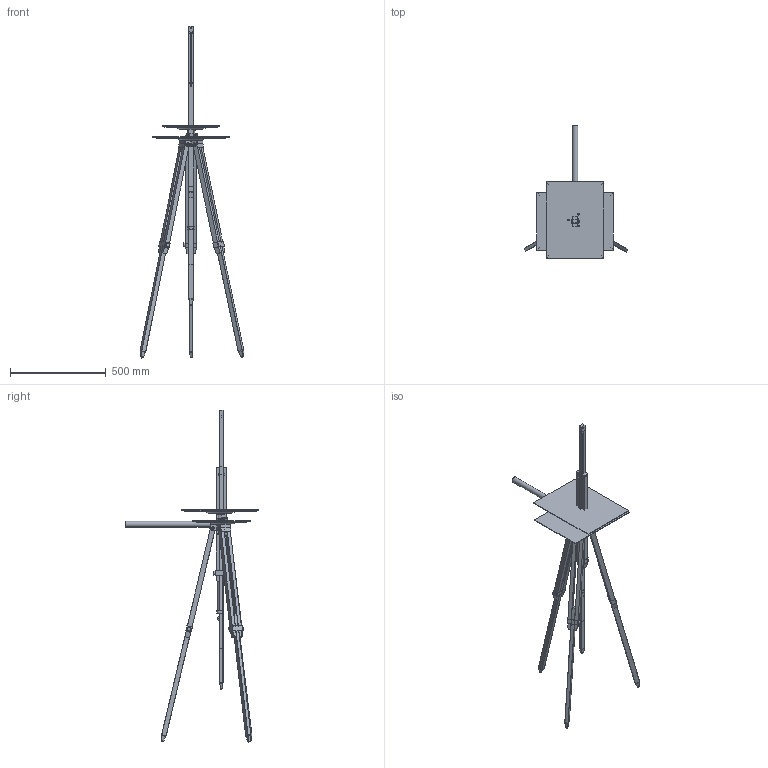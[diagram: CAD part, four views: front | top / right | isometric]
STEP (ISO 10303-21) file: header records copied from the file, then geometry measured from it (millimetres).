
FILE_DESCRIPTION( ( 'Unknown' ), '1' );
FILE_NAME( 'ASSIEME TAVOLO RETTANGOLARE.stp', 'Unknown', ( 'Unknown' ), ( 'Unknown' ), 'PSStep 14.0', 'Unknown', ' ' );
FILE_SCHEMA( ( 'AUTOMOTIVE_DESIGN { 1 0 10303 214 1 1 1 1 }' ) );
Length unit declared in the file: millimetre
Products named in the file (29): ASSIEME PIASTRA TAVOLINO; ASSIEME RAGNETTO INFERIORE; Assem1; TREPPIEDE-GAMBA COMPLETA; TREPPIEDE -GAMBA LEGNO FINALE; gamba centrale; gamba esterna destra; gamba esterna; distanziale gamba; PARTE INFERIORE IN LAMIERA; STAFFA NUOVA PER RAGNETTO INF; TUBO IN FERRO PER BASE; SPINA DI BLOCCAGGIO FEMMINA; SPINA DI BLOCCAGGIO MASCHIO; FASCETTA PER GAMBA; PERNO PER GAMBA; PUNTALE IN METALLO; GOMMINO PIEDE; PIASTRA PER TAVOLO; tubo per ragnetto superiore; TUBO IN MYLAR FRESATO; colonna; TAPPO PER GANCIO; GHIERETTA PER GANCIO; GHIERA GODRONATA; GANCIO UNCINO; VITE FEMMINA GAMBA; VITE maschio GAMBA; Piano rettangolare 400x300 sp. 18
Bounding box: 540.85 x 693.81 x 1730.23 mm (x, y, z)
Volume: 8062207 mm3; surface area: 2083457.8 mm2
Topology: 95 solids, 95 shells, 2775 faces, 7473 edges, 4944 vertices
Faces by surface type: cylinder 1876, plane 785, cone 81, sphere 24, bspline 9
Full cylindrical faces by diameter (mm): 2.459 x10, 3 x33, 3.242 x3, 4 x14, 4.8 x5, 4.917 x4, 4.92 x2, 5 x22, 6 x26, 6.2 x9, 6.5 x16, 7.5 x10, 8 x22, 9 x15, 12 x8, 13 x6, 15 x2, 30 x5, 30.5 x5, 32 x2, 34 x8, 36.376 x6, 37 x5, 37.2 x3, 38 x2, 42 x3, 99 x3, 100 x2
Entity records: 35330 total; most frequent: CARTESIAN_POINT 10905, ORIENTED_EDGE 3788, DIRECTION 3678, EDGE_CURVE 1894, AXIS2_PLACEMENT_3D 1458, VERTEX_POINT 1300, EDGE_LOOP 906, FACE_OUTER_BOUND 814
